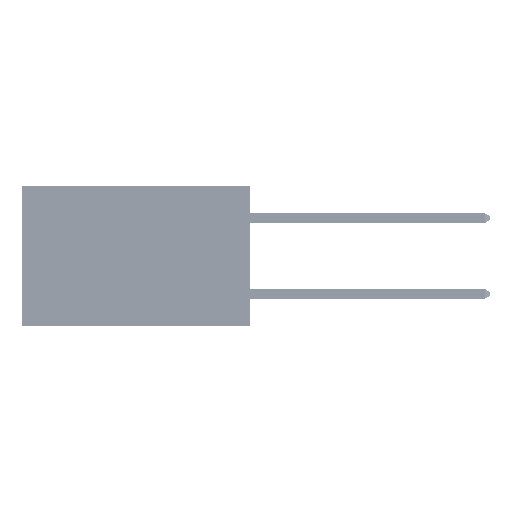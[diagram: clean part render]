
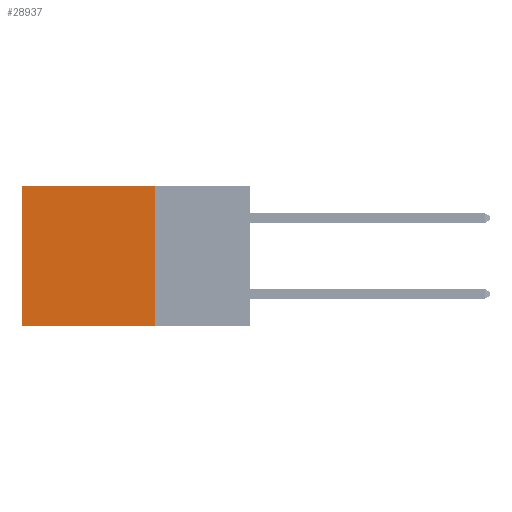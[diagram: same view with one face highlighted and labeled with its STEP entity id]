
A CAD part, left-side view. The second image highlights one B-rep face of the part: STEP entity #28937.
In plain terms, the highlighted planar face has unit normal (-1, 0, 0).
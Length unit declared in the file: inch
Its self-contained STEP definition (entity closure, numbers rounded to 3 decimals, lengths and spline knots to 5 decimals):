
#1009 = VERTEX_POINT ( 'NONE', #24931 ) ;
#2966 = CARTESIAN_POINT ( 'NONE',  ( 0.2875, 0.25, 0. ) ) ;
#3089 = DIRECTION ( 'NONE',  ( 0., 0., -1. ) ) ;
#5443 = VECTOR ( 'NONE', #13482, 39.37008 ) ;
#5704 = LINE ( 'NONE', #16622, #48870 ) ;
#5770 = EDGE_CURVE ( 'NONE', #46036, #19864, #18422, .T. ) ;
#6540 = CARTESIAN_POINT ( 'NONE',  ( 0.2875, 0.25, 0. ) ) ;
#10947 = VECTOR ( 'NONE', #37507, 39.37008 ) ;
#13306 = AXIS2_PLACEMENT_3D ( 'NONE', #2966, #48006, #27613 ) ;
#13482 = DIRECTION ( 'NONE',  ( 0., 0., -1. ) ) ;
#16622 = CARTESIAN_POINT ( 'NONE',  ( 0.2875, 0.25, -0.37 ) ) ;
#18422 = LINE ( 'NONE', #51520, #50141 ) ;
#19165 = LINE ( 'NONE', #21520, #10947 ) ;
#19242 = EDGE_CURVE ( 'NONE', #1009, #51876, #47328, .T. ) ;
#19864 = VERTEX_POINT ( 'NONE', #32675 ) ;
#21520 = CARTESIAN_POINT ( 'NONE',  ( 0.2875, 0.25, 0. ) ) ;
#24410 = ORIENTED_EDGE ( 'NONE', *, *, #5770, .F. ) ;
#24931 = CARTESIAN_POINT ( 'NONE',  ( 0.2875, 0.6, 0. ) ) ;
#27291 = EDGE_CURVE ( 'NONE', #19864, #51876, #5704, .T. ) ;
#27613 = DIRECTION ( 'NONE',  ( 0., 0., -1. ) ) ;
#27738 = FACE_OUTER_BOUND ( 'NONE', #32009, .T. ) ;
#28937 = ADVANCED_FACE ( 'NONE', ( #27738 ), #39141, .F. ) ;
#29337 = CARTESIAN_POINT ( 'NONE',  ( 0.2875, 0.6, -0.37 ) ) ;
#32009 = EDGE_LOOP ( 'NONE', ( #34775, #41970, #24410, #42090 ) ) ;
#32675 = CARTESIAN_POINT ( 'NONE',  ( 0.2875, 0.25, -0.37 ) ) ;
#33098 = DIRECTION ( 'NONE',  ( 0., 1., 0. ) ) ;
#34775 = ORIENTED_EDGE ( 'NONE', *, *, #19242, .T. ) ;
#37507 = DIRECTION ( 'NONE',  ( 0., 1., 0. ) ) ;
#39141 = PLANE ( 'NONE',  #13306 ) ;
#41970 = ORIENTED_EDGE ( 'NONE', *, *, #27291, .F. ) ;
#42090 = ORIENTED_EDGE ( 'NONE', *, *, #44236, .T. ) ;
#44236 = EDGE_CURVE ( 'NONE', #46036, #1009, #19165, .T. ) ;
#44866 = CARTESIAN_POINT ( 'NONE',  ( 0.2875, 0.6, 0. ) ) ;
#46036 = VERTEX_POINT ( 'NONE', #6540 ) ;
#47328 = LINE ( 'NONE', #44866, #5443 ) ;
#48006 = DIRECTION ( 'NONE',  ( 1., 0., 0. ) ) ;
#48870 = VECTOR ( 'NONE', #33098, 39.37008 ) ;
#50141 = VECTOR ( 'NONE', #3089, 39.37008 ) ;
#51520 = CARTESIAN_POINT ( 'NONE',  ( 0.2875, 0.25, 0. ) ) ;
#51876 = VERTEX_POINT ( 'NONE', #29337 ) ;
